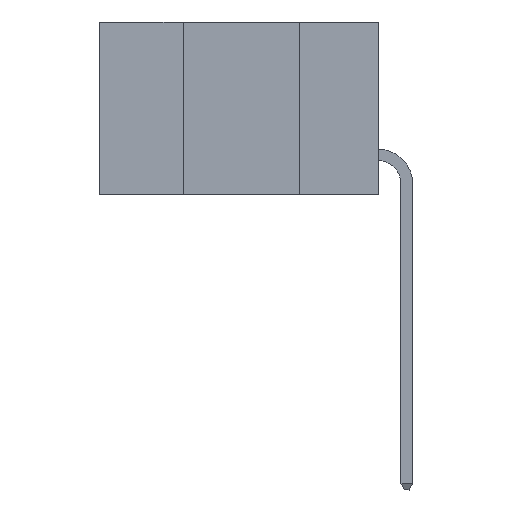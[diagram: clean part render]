
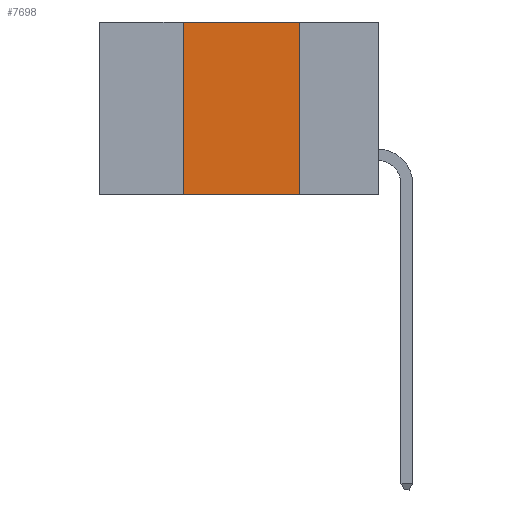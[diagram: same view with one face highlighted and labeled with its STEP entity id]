
A CAD part, left-side view. The second image highlights one B-rep face of the part: STEP entity #7698.
In plain terms, the highlighted planar face has unit normal (-1, 0, 0).
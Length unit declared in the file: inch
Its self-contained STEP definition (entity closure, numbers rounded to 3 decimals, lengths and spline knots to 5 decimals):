
#152 = ORIENTED_EDGE ( 'NONE', *, *, #20207, .F. ) ;
#1617 = VECTOR ( 'NONE', #22633, 39.37008 ) ;
#2566 = CARTESIAN_POINT ( 'NONE',  ( 0., 0.6, 0. ) ) ;
#2794 = VERTEX_POINT ( 'NONE', #11938 ) ;
#5179 = DIRECTION ( 'NONE',  ( 1., 0., 0. ) ) ;
#6796 = LINE ( 'NONE', #21132, #19824 ) ;
#6811 = VERTEX_POINT ( 'NONE', #13266 ) ;
#7290 = CARTESIAN_POINT ( 'NONE',  ( 0., 0.17, 0. ) ) ;
#7458 = LINE ( 'NONE', #19286, #1617 ) ;
#7698 = ADVANCED_FACE ( 'NONE', ( #10285 ), #15802, .F. ) ;
#8989 = VECTOR ( 'NONE', #21899, 39.37008 ) ;
#10285 = FACE_OUTER_BOUND ( 'NONE', #12558, .T. ) ;
#10888 = ORIENTED_EDGE ( 'NONE', *, *, #17931, .T. ) ;
#11383 = ORIENTED_EDGE ( 'NONE', *, *, #20501, .F. ) ;
#11938 = CARTESIAN_POINT ( 'NONE',  ( 0., 0.42, -0.37 ) ) ;
#12193 = CARTESIAN_POINT ( 'NONE',  ( 0., 0.6, 0. ) ) ;
#12466 = AXIS2_PLACEMENT_3D ( 'NONE', #12193, #5179, #17585 ) ;
#12558 = EDGE_LOOP ( 'NONE', ( #15296, #11383, #152, #10888 ) ) ;
#13125 = VECTOR ( 'NONE', #21369, 39.37008 ) ;
#13173 = CARTESIAN_POINT ( 'NONE',  ( 0., 0.42, 0. ) ) ;
#13266 = CARTESIAN_POINT ( 'NONE',  ( 0., 0.17, 0. ) ) ;
#15296 = ORIENTED_EDGE ( 'NONE', *, *, #22417, .F. ) ;
#15802 = PLANE ( 'NONE',  #12466 ) ;
#16030 = DIRECTION ( 'NONE',  ( 0., 0., 1. ) ) ;
#17585 = DIRECTION ( 'NONE',  ( 0., 0., -1. ) ) ;
#17772 = VERTEX_POINT ( 'NONE', #22259 ) ;
#17931 = EDGE_CURVE ( 'NONE', #2794, #17772, #7458, .T. ) ;
#18390 = LINE ( 'NONE', #7290, #13125 ) ;
#18470 = LINE ( 'NONE', #2566, #8989 ) ;
#19200 = VERTEX_POINT ( 'NONE', #13173 ) ;
#19286 = CARTESIAN_POINT ( 'NONE',  ( 0., 0.6, -0.37 ) ) ;
#19824 = VECTOR ( 'NONE', #16030, 39.37008 ) ;
#20207 = EDGE_CURVE ( 'NONE', #2794, #19200, #6796, .T. ) ;
#20501 = EDGE_CURVE ( 'NONE', #19200, #6811, #18470, .T. ) ;
#21132 = CARTESIAN_POINT ( 'NONE',  ( 0., 0.42, 0. ) ) ;
#21369 = DIRECTION ( 'NONE',  ( 0., 0., -1. ) ) ;
#21899 = DIRECTION ( 'NONE',  ( 0., -1., 0. ) ) ;
#22259 = CARTESIAN_POINT ( 'NONE',  ( 0., 0.17, -0.37 ) ) ;
#22417 = EDGE_CURVE ( 'NONE', #6811, #17772, #18390, .T. ) ;
#22633 = DIRECTION ( 'NONE',  ( 0., -1., 0. ) ) ;
